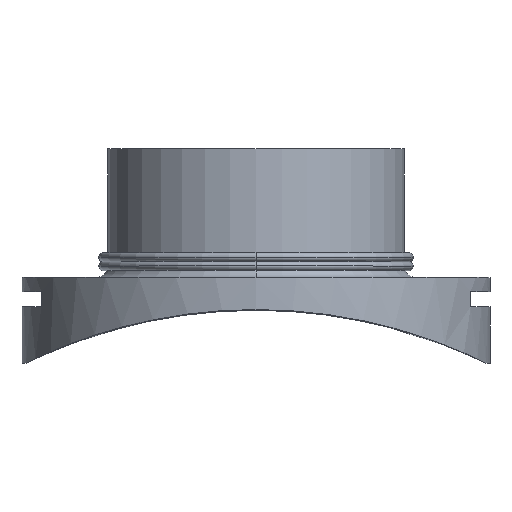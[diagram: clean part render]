
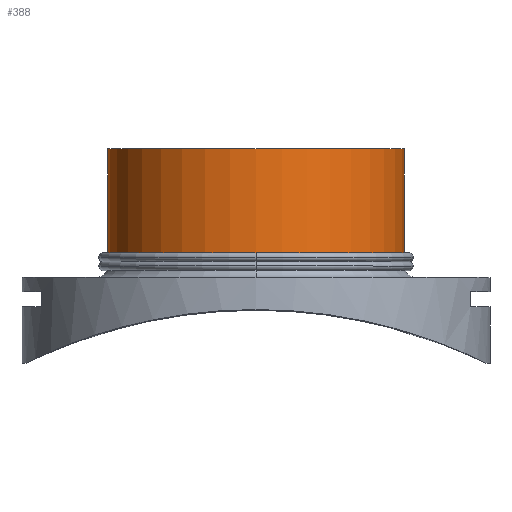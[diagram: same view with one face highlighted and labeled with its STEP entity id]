
A CAD part, top view. The second image highlights one B-rep face of the part: STEP entity #388.
In plain terms, the highlighted cylindrical face has radius 355 mm (diameter 710 mm), a partial arc.
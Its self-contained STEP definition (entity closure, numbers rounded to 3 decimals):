
#268 = VERTEX_POINT( '', #723 );
#282 = VERTEX_POINT( '', #739 );
#350 = EDGE_CURVE( '', #512, #268, #818, .T. );
#362 = VERTEX_POINT( '', #832 );
#388 = ADVANCED_FACE( '', ( #864 ), #865, .T. );
#404 = EDGE_CURVE( '', #534, #362, #888, .T. );
#476 = EDGE_CURVE( '', #268, #534, #968, .T. );
#512 = VERTEX_POINT( '', #1006 );
#534 = VERTEX_POINT( '', #1028 );
#654 = EDGE_CURVE( '', #282, #512, #1156, .T. );
#672 = EDGE_CURVE( '', #362, #282, #1178, .T. );
#723 = CARTESIAN_POINT( '', ( -355., 253.65, 0. ) );
#739 = CARTESIAN_POINT( '', ( 355., 513., 0. ) );
#818 = LINE( '', #1534, #1535 );
#832 = CARTESIAN_POINT( '', ( 355., 253.65, 0. ) );
#864 = FACE_OUTER_BOUND( '', #1588, .T. );
#865 = CYLINDRICAL_SURFACE( '', #1589, 355. );
#888 = CIRCLE( '', #1617, 355. );
#968 = CIRCLE( '', #1721, 355. );
#1006 = CARTESIAN_POINT( '', ( -355., 513., 0. ) );
#1028 = CARTESIAN_POINT( '', ( 0., 253.65, 355. ) );
#1156 = CIRCLE( '', #2199, 355. );
#1178 = LINE( '', #2227, #2228 );
#1534 = CARTESIAN_POINT( '', ( -355., 373.133, 0. ) );
#1535 = VECTOR( '', #2405, 1. );
#1588 = EDGE_LOOP( '', ( #2488, #2489, #2490, #2491, #2492 ) );
#1589 = AXIS2_PLACEMENT_3D( '', #2493, #2494, #2495 );
#1617 = AXIS2_PLACEMENT_3D( '', #2528, #2529, #2530 );
#1721 = AXIS2_PLACEMENT_3D( '', #2625, #2626, #2627 );
#2199 = AXIS2_PLACEMENT_3D( '', #2821, #2822, #2823 );
#2227 = CARTESIAN_POINT( '', ( 355., 373.133, 0. ) );
#2228 = VECTOR( '', #2854, 1. );
#2405 = DIRECTION( '', ( 0., -1., 0. ) );
#2488 = ORIENTED_EDGE( '', *, *, #350, .T. );
#2489 = ORIENTED_EDGE( '', *, *, #476, .T. );
#2490 = ORIENTED_EDGE( '', *, *, #404, .T. );
#2491 = ORIENTED_EDGE( '', *, *, #672, .T. );
#2492 = ORIENTED_EDGE( '', *, *, #654, .T. );
#2493 = CARTESIAN_POINT( '', ( 0., 373.133, 0. ) );
#2494 = DIRECTION( '', ( 0., 1., 0. ) );
#2495 = DIRECTION( '', ( -1., 0., 0. ) );
#2528 = CARTESIAN_POINT( '', ( 0., 253.65, 0. ) );
#2529 = DIRECTION( '', ( 0., 1., 0. ) );
#2530 = DIRECTION( '', ( -1., 0., 0. ) );
#2625 = CARTESIAN_POINT( '', ( 0., 253.65, 0. ) );
#2626 = DIRECTION( '', ( 0., 1., 0. ) );
#2627 = DIRECTION( '', ( -1., 0., 0. ) );
#2821 = CARTESIAN_POINT( '', ( 0., 513., 0. ) );
#2822 = DIRECTION( '', ( 0., -1., 0. ) );
#2823 = DIRECTION( '', ( -1., 0., 0. ) );
#2854 = DIRECTION( '', ( 0., 1., 0. ) );
